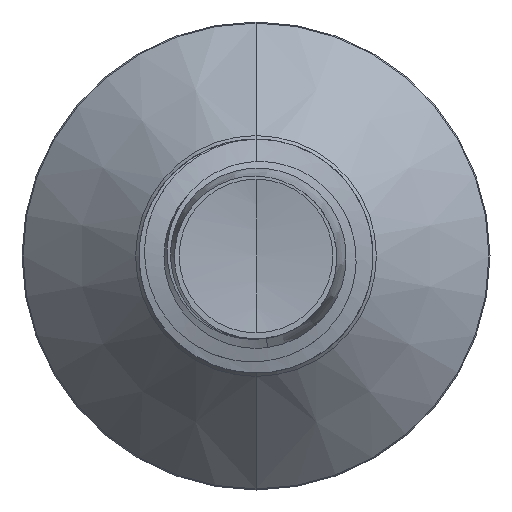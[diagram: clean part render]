
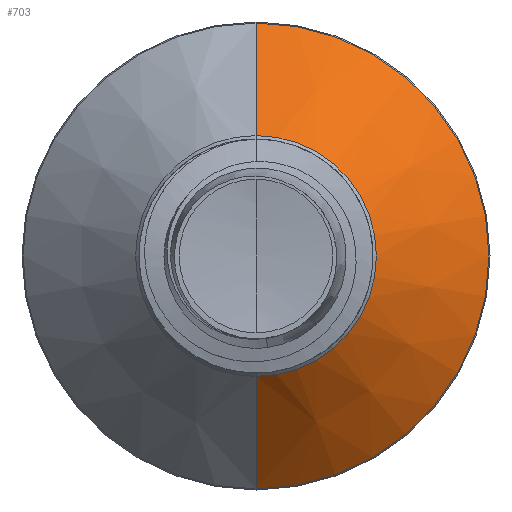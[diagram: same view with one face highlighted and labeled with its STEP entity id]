
A CAD part, front view. The second image highlights one B-rep face of the part: STEP entity #703.
In plain terms, the highlighted conical face has half-angle 45 degrees and reference radius 3.088 mm.
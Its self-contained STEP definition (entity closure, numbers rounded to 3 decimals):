
#79 = EDGE_CURVE ( 'NONE', #18124, #14448, #14846, .T. ) ;
#703 = ADVANCED_FACE ( 'NONE', ( #13196 ), #12656, .T. ) ;
#1089 = EDGE_LOOP ( 'NONE', ( #7436, #16369, #19283, #13014 ) ) ;
#1662 = DIRECTION ( 'NONE',  ( 0., 0., 1. ) ) ;
#2539 = EDGE_CURVE ( 'NONE', #19605, #17503, #11804, .T. ) ;
#3105 = DIRECTION ( 'NONE',  ( 0., 1., 0. ) ) ;
#3519 = EDGE_CURVE ( 'NONE', #17503, #14448, #12636, .T. ) ;
#3994 = CARTESIAN_POINT ( 'NONE',  ( 0., 8.739, -3.089 ) ) ;
#5503 = DIRECTION ( 'NONE',  ( 0., 1., 0. ) ) ;
#5769 = DIRECTION ( 'NONE',  ( 0., 0.707, 0.707 ) ) ;
#6620 = AXIS2_PLACEMENT_3D ( 'NONE', #14550, #3105, #14258 ) ;
#7043 = VECTOR ( 'NONE', #5769, 1000. ) ;
#7252 = DIRECTION ( 'NONE',  ( 0., 0.707, -0.707 ) ) ;
#7436 = ORIENTED_EDGE ( 'NONE', *, *, #20996, .T. ) ;
#9916 = CIRCLE ( 'NONE', #11524, 3.089 ) ;
#10090 = AXIS2_PLACEMENT_3D ( 'NONE', #23416, #12621, #1662 ) ;
#10133 = VECTOR ( 'NONE', #7252, 1000. ) ;
#11524 = AXIS2_PLACEMENT_3D ( 'NONE', #16265, #5503, #18133 ) ;
#11804 = LINE ( 'NONE', #18396, #7043 ) ;
#12621 = DIRECTION ( 'NONE',  ( 0., 1., 0. ) ) ;
#12636 = CIRCLE ( 'NONE', #10090, 5.974 ) ;
#12656 = CONICAL_SURFACE ( 'NONE', #6620, 3.089, 0.785 ) ;
#13014 = ORIENTED_EDGE ( 'NONE', *, *, #2539, .F. ) ;
#13196 = FACE_OUTER_BOUND ( 'NONE', #1089, .T. ) ;
#14258 = DIRECTION ( 'NONE',  ( 0., 0., 1. ) ) ;
#14448 = VERTEX_POINT ( 'NONE', #16508 ) ;
#14550 = CARTESIAN_POINT ( 'NONE',  ( 0., 8.739, 0. ) ) ;
#14846 = LINE ( 'NONE', #3994, #10133 ) ;
#15903 = CARTESIAN_POINT ( 'NONE',  ( 0., 8.739, 3.089 ) ) ;
#16265 = CARTESIAN_POINT ( 'NONE',  ( 0., 8.739, 0. ) ) ;
#16369 = ORIENTED_EDGE ( 'NONE', *, *, #79, .T. ) ;
#16508 = CARTESIAN_POINT ( 'NONE',  ( 0., 11.624, -5.974 ) ) ;
#17335 = CARTESIAN_POINT ( 'NONE',  ( 0., 11.624, 5.974 ) ) ;
#17503 = VERTEX_POINT ( 'NONE', #17335 ) ;
#18124 = VERTEX_POINT ( 'NONE', #22795 ) ;
#18133 = DIRECTION ( 'NONE',  ( 0., 0., 1. ) ) ;
#18396 = CARTESIAN_POINT ( 'NONE',  ( 0., 8.739, 3.089 ) ) ;
#19283 = ORIENTED_EDGE ( 'NONE', *, *, #3519, .F. ) ;
#19605 = VERTEX_POINT ( 'NONE', #15903 ) ;
#20996 = EDGE_CURVE ( 'NONE', #19605, #18124, #9916, .T. ) ;
#22795 = CARTESIAN_POINT ( 'NONE',  ( 0., 8.739, -3.089 ) ) ;
#23416 = CARTESIAN_POINT ( 'NONE',  ( 0., 11.624, 0. ) ) ;
